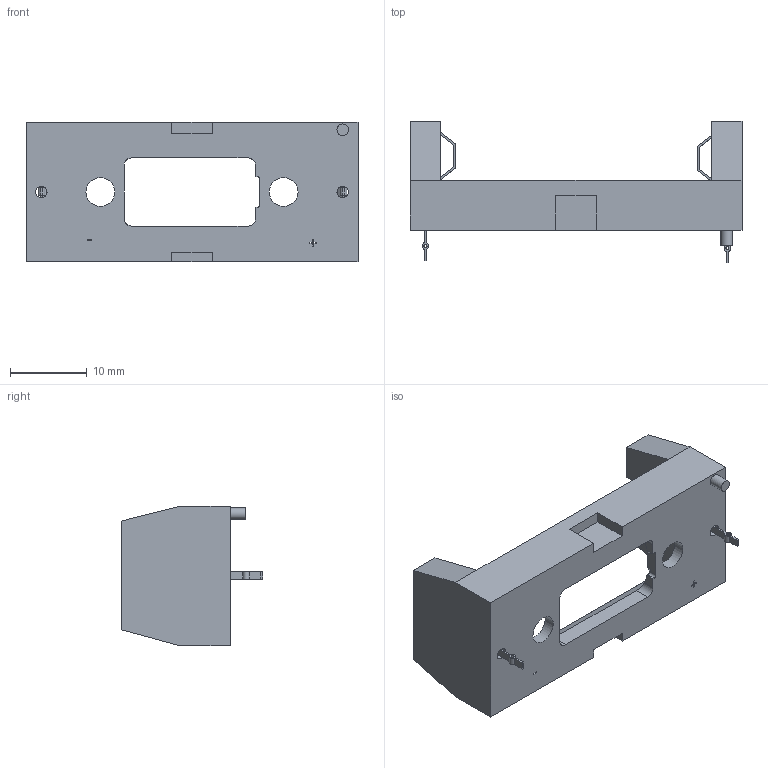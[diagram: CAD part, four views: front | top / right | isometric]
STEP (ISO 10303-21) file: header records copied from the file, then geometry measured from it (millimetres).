
FILE_DESCRIPTION(/* description */ (''),/* implementation_level */ '2;1');
FILE_NAME(/* name */ 'CR123A Battery shell v9.step',/* time_stamp */ '2020-03-11T07:47:58-07:00',/* author */ (''),/* organization */ (''),/* preprocessor_version */ 'ST-DEVELOPER v18',/* originating_system */ 'Autodesk Translation Framework v8.12.0.6',/* authorisation */ '');
FILE_SCHEMA (('AUTOMOTIVE_DESIGN { 1 0 10303 214 3 1 1 }'));
Length unit declared in the file: millimetre
Products named in the file (1): CR123A  Battery shell
Bounding box: 43.32 x 18.5 x 18.25 mm (x, y, z)
Volume: 3169 mm3; surface area: 4063.9 mm2
Topology: 3 solids, 3 shells, 148 faces, 412 edges, 265 vertices
Faces by surface type: plane 116, cylinder 32
Full cylindrical faces by diameter (mm): 0.4 x2, 1.5 x3, 3.75 x2
Entity records: 4855 total; most frequent: CARTESIAN_POINT 968, ORIENTED_EDGE 824, DIRECTION 758, EDGE_CURVE 412, LINE 332, VECTOR 332, VERTEX_POINT 265, AXIS2_PLACEMENT_3D 213
